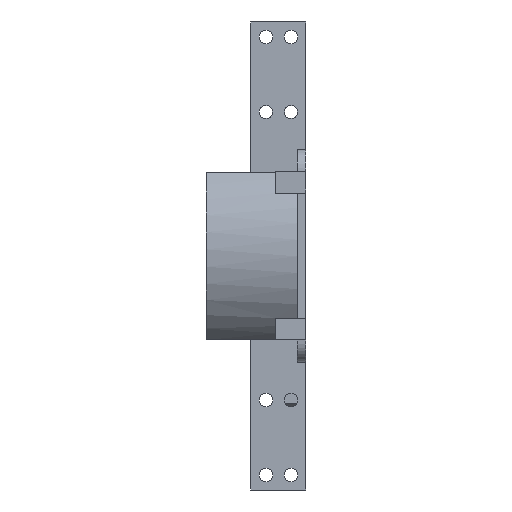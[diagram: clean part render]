
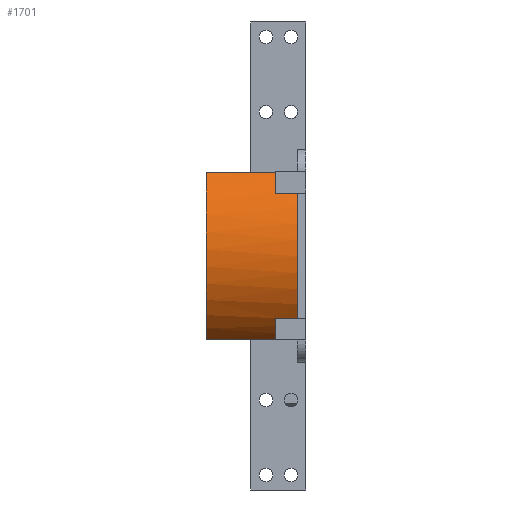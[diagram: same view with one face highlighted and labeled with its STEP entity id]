
A CAD part, left-side view. The second image highlights one B-rep face of the part: STEP entity #1701.
In plain terms, the highlighted cylindrical face has radius 21.638 mm (diameter 43.276 mm), a partial arc.
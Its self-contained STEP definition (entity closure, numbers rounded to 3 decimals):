
#24=CYLINDRICAL_SURFACE('',#1823,21.638);
#51=CIRCLE('',#1793,21.638);
#67=CIRCLE('',#1824,21.638);
#68=CIRCLE('',#1825,21.638);
#69=CIRCLE('',#1826,21.638);
#267=ORIENTED_EDGE('',*,*,#710,.F.);
#268=ORIENTED_EDGE('',*,*,#608,.F.);
#269=ORIENTED_EDGE('',*,*,#711,.F.);
#270=ORIENTED_EDGE('',*,*,#712,.F.);
#271=ORIENTED_EDGE('',*,*,#616,.T.);
#272=ORIENTED_EDGE('',*,*,#713,.F.);
#273=ORIENTED_EDGE('',*,*,#714,.F.);
#274=ORIENTED_EDGE('',*,*,#715,.F.);
#608=EDGE_CURVE('',#844,#845,#51,.T.);
#616=EDGE_CURVE('',#852,#851,#1018,.T.);
#710=EDGE_CURVE('',#845,#924,#1097,.T.);
#711=EDGE_CURVE('',#925,#844,#1098,.F.);
#712=EDGE_CURVE('',#852,#925,#67,.F.);
#713=EDGE_CURVE('',#926,#851,#68,.T.);
#714=EDGE_CURVE('',#927,#926,#1099,.T.);
#715=EDGE_CURVE('',#924,#927,#69,.F.);
#844=VERTEX_POINT('',#2470);
#845=VERTEX_POINT('',#2471);
#851=VERTEX_POINT('',#2485);
#852=VERTEX_POINT('',#2487);
#924=VERTEX_POINT('',#2667);
#925=VERTEX_POINT('',#2669);
#926=VERTEX_POINT('',#2672);
#927=VERTEX_POINT('',#2674);
#1018=LINE('',#2486,#1190);
#1097=LINE('',#2666,#1269);
#1098=LINE('',#2668,#1270);
#1099=LINE('',#2673,#1271);
#1190=VECTOR('',#1988,1000.);
#1269=VECTOR('',#2125,1000.);
#1270=VECTOR('',#2126,1000.);
#1271=VECTOR('',#2131,1000.);
#1360=EDGE_LOOP('',(#267,#268,#269,#270,#271,#272,#273,#274));
#1501=FACE_BOUND('',#1360,.T.);
#1701=ADVANCED_FACE('',(#1501),#24,.T.);
#1793=AXIS2_PLACEMENT_3D('',#2469,#1977,#1978);
#1823=AXIS2_PLACEMENT_3D('',#2665,#2123,#2124);
#1824=AXIS2_PLACEMENT_3D('',#2670,#2127,#2128);
#1825=AXIS2_PLACEMENT_3D('',#2671,#2129,#2130);
#1826=AXIS2_PLACEMENT_3D('',#2675,#2132,#2133);
#1977=DIRECTION('',(0.,-1.,0.));
#1978=DIRECTION('',(1.,0.,0.));
#1988=DIRECTION('',(0.,1.,0.));
#2123=DIRECTION('',(0.,1.,0.));
#2124=DIRECTION('',(0.,0.,1.));
#2125=DIRECTION('',(0.,1.,0.));
#2126=DIRECTION('',(0.,1.,0.));
#2127=DIRECTION('',(0.,1.,0.));
#2128=DIRECTION('',(0.,0.,1.));
#2129=DIRECTION('',(0.,1.,0.));
#2130=DIRECTION('',(1.,0.,0.));
#2131=DIRECTION('',(0.,1.,0.));
#2132=DIRECTION('',(0.,1.,0.));
#2133=DIRECTION('',(0.,0.,1.));
#2469=CARTESIAN_POINT('',(-33.637,-18.278,4.953));
#2470=CARTESIAN_POINT('',(-51.739,-18.278,16.807));
#2471=CARTESIAN_POINT('',(-50.825,-18.278,-8.193));
#2485=CARTESIAN_POINT('',(-48.14,0.,21.012));
#2486=CARTESIAN_POINT('',(-48.14,-25.923,21.012));
#2487=CARTESIAN_POINT('',(-48.14,-13.978,21.012));
#2665=CARTESIAN_POINT('',(-33.637,-25.923,4.953));
#2666=CARTESIAN_POINT('',(-50.825,-18.278,-8.193));
#2667=CARTESIAN_POINT('',(-50.825,-13.978,-8.193));
#2668=CARTESIAN_POINT('',(-51.739,-13.978,16.807));
#2669=CARTESIAN_POINT('',(-51.739,-13.978,16.807));
#2670=CARTESIAN_POINT('',(-33.637,-13.978,4.953));
#2671=CARTESIAN_POINT('',(-33.637,0.,4.953));
#2672=CARTESIAN_POINT('',(-46.364,0.,-12.547));
#2673=CARTESIAN_POINT('',(-46.364,-18.677,-12.547));
#2674=CARTESIAN_POINT('',(-46.364,-13.978,-12.547));
#2675=CARTESIAN_POINT('',(-33.637,-13.978,4.953));
